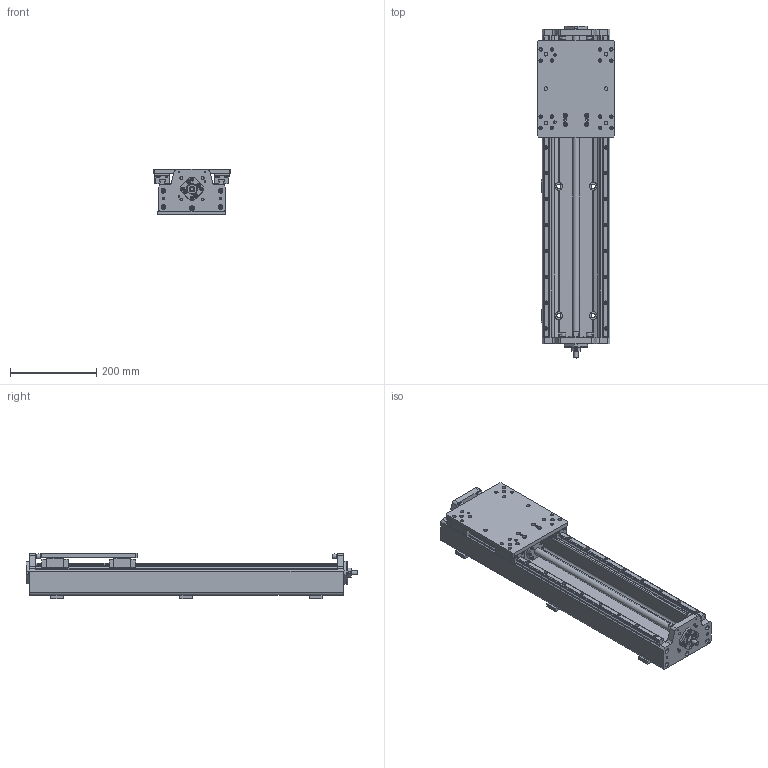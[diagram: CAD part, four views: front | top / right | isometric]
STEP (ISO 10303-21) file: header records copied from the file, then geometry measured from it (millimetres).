
FILE_DESCRIPTION((''),'2;1');
FILE_NAME('KK-HD-180-15-16XX-0700.stp','2009-03-21T10:52:36',('kurt'),(''),'Autodesk Inventor 2008','Autodesk Inventor 2008','');
FILE_SCHEMA(('AUTOMOTIVE_DESIGN { 1 0 10303 214 1 1 1 1 }'));
Length unit declared in the file: millimetre
Products named in the file (1): Part125
Bounding box: 180 x 770.5 x 105 mm (x, y, z)
Volume: 4661836.7 mm3; surface area: 676327.3 mm2
Topology: 1 solids, 19 shells, 2532 faces, 6929 edges, 4587 vertices
Faces by surface type: plane 1562, bspline 435, cylinder 403, cone 116, torus 16
Full cylindrical faces by diameter (mm): 2.459 x4, 3 x5, 3.242 x32, 3.5 x4, 3.6 x1, 4 x18, 4.134 x10, 4.5 x48, 4.917 x11, 5.5 x14, 6 x12, 6.6 x14, 7.5 x24, 8 x28, 8.376 x6, 9.5 x4, 9.6 x1, 10 x8, 10.106 x6, 11 x18, 12 x1, 15 x1, 15.12 x4, 15.36 x2, 16 x3, 17 x1, 18 x6, 20.88 x4, 24 x2, 26 x2
Entity records: 87619 total; most frequent: CARTESIAN_POINT 25123, ORIENTED_EDGE 12786, DIRECTION 10634, EDGE_CURVE 6393, VECTOR 4524, LINE 4524, VERTEX_POINT 4453, EDGE_LOOP 3272
